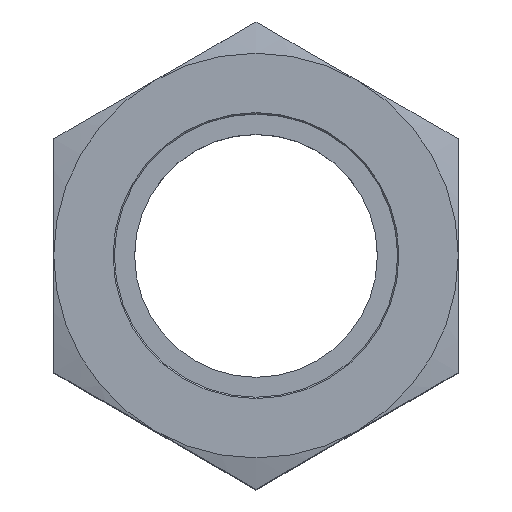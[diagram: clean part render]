
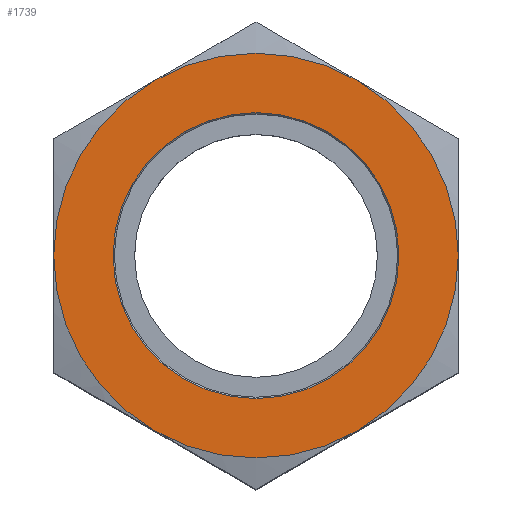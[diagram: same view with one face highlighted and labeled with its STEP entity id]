
A CAD part, top view. The second image highlights one B-rep face of the part: STEP entity #1739.
In plain terms, the highlighted planar face has unit normal (0, 0, 1).
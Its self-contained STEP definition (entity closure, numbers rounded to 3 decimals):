
#1643=CARTESIAN_POINT('',(21.2,0.,24.));
#1644=VERTEX_POINT('',#1643);
#1645=CARTESIAN_POINT('',(0.0,0.0,24.));
#1646=DIRECTION('',(0.0,0.0,1.0));
#1647=DIRECTION('',(-1.0,0.0,0.0));
#1648=AXIS2_PLACEMENT_3D('',#1645,#1646,#1647);
#1649=CIRCLE('',#1648,21.2);
#1650=EDGE_CURVE('',#1644,#1644,#1649,.T.);
#1675=CARTESIAN_POINT('',(0.,0.,24.));
#1676=DIRECTION('',(0.0,0.0,1.0));
#1677=DIRECTION('',(1.0,0.0,0.0));
#1678=AXIS2_PLACEMENT_3D('',#1675,#1676,#1677);
#1679=PLANE('',#1678);
#1680=CARTESIAN_POINT('',(-15.,-25.981,24.));
#1681=VERTEX_POINT('',#1680);
#1682=CARTESIAN_POINT('',(15.,-25.981,24.));
#1683=VERTEX_POINT('',#1682);
#1684=CARTESIAN_POINT('',(0.0,0.0,24.));
#1685=DIRECTION('',(0.0,0.0,1.0));
#1686=DIRECTION('',(-0.5,-0.866,0.0));
#1687=AXIS2_PLACEMENT_3D('',#1684,#1685,#1686);
#1688=CIRCLE('',#1687,30.);
#1689=EDGE_CURVE('',#1681,#1683,#1688,.T.);
#1690=ORIENTED_EDGE('',*,*,#1689,.T.);
#1691=CARTESIAN_POINT('',(30.0,0.,24.));
#1692=VERTEX_POINT('',#1691);
#1693=CARTESIAN_POINT('',(0.0,0.0,24.));
#1694=DIRECTION('',(0.0,0.0,1.0));
#1695=DIRECTION('',(-0.5,-0.866,0.0));
#1696=AXIS2_PLACEMENT_3D('',#1693,#1694,#1695);
#1697=CIRCLE('',#1696,30.);
#1698=EDGE_CURVE('',#1683,#1692,#1697,.T.);
#1699=ORIENTED_EDGE('',*,*,#1698,.T.);
#1700=CARTESIAN_POINT('',(15.,25.981,24.));
#1701=VERTEX_POINT('',#1700);
#1702=CARTESIAN_POINT('',(0.0,0.0,24.));
#1703=DIRECTION('',(0.0,0.0,1.0));
#1704=DIRECTION('',(-0.5,-0.866,0.0));
#1705=AXIS2_PLACEMENT_3D('',#1702,#1703,#1704);
#1706=CIRCLE('',#1705,30.);
#1707=EDGE_CURVE('',#1692,#1701,#1706,.T.);
#1708=ORIENTED_EDGE('',*,*,#1707,.T.);
#1709=CARTESIAN_POINT('',(-15.,25.981,24.));
#1710=VERTEX_POINT('',#1709);
#1711=CARTESIAN_POINT('',(0.0,0.0,24.));
#1712=DIRECTION('',(0.0,0.0,1.0));
#1713=DIRECTION('',(-0.5,-0.866,0.0));
#1714=AXIS2_PLACEMENT_3D('',#1711,#1712,#1713);
#1715=CIRCLE('',#1714,30.);
#1716=EDGE_CURVE('',#1701,#1710,#1715,.T.);
#1717=ORIENTED_EDGE('',*,*,#1716,.T.);
#1718=CARTESIAN_POINT('',(-30.0,0.0,24.));
#1719=VERTEX_POINT('',#1718);
#1720=CARTESIAN_POINT('',(0.0,0.0,24.));
#1721=DIRECTION('',(0.0,0.0,1.0));
#1722=DIRECTION('',(-0.5,-0.866,0.0));
#1723=AXIS2_PLACEMENT_3D('',#1720,#1721,#1722);
#1724=CIRCLE('',#1723,30.);
#1725=EDGE_CURVE('',#1710,#1719,#1724,.T.);
#1726=ORIENTED_EDGE('',*,*,#1725,.T.);
#1727=CARTESIAN_POINT('',(0.0,0.0,24.));
#1728=DIRECTION('',(0.0,0.0,1.0));
#1729=DIRECTION('',(-0.5,-0.866,0.0));
#1730=AXIS2_PLACEMENT_3D('',#1727,#1728,#1729);
#1731=CIRCLE('',#1730,30.);
#1732=EDGE_CURVE('',#1719,#1681,#1731,.T.);
#1733=ORIENTED_EDGE('',*,*,#1732,.T.);
#1734=EDGE_LOOP('',(#1690,#1699,#1708,#1717,#1726,#1733));
#1735=FACE_OUTER_BOUND('',#1734,.T.);
#1736=ORIENTED_EDGE('',*,*,#1650,.F.);
#1737=EDGE_LOOP('',(#1736));
#1738=FACE_BOUND('',#1737,.T.);
#1739=ADVANCED_FACE('',(#1735,#1738),#1679,.T.);
